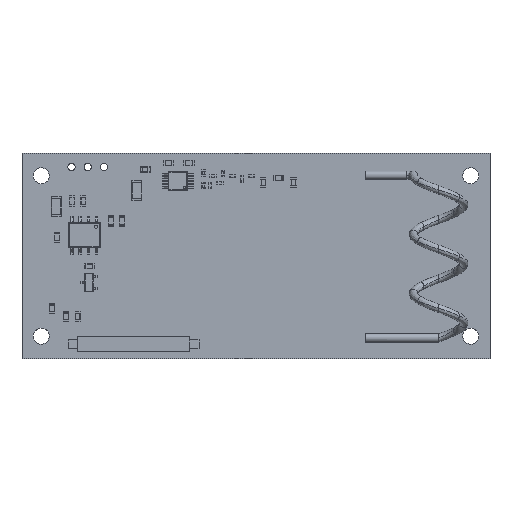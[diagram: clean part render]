
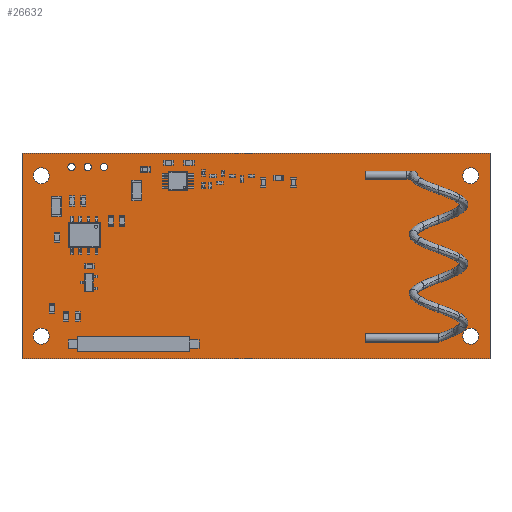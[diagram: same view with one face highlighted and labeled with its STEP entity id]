
A CAD part, top view. The second image highlights one B-rep face of the part: STEP entity #26632.
In plain terms, the highlighted planar face has unit normal (0, 0, 1).
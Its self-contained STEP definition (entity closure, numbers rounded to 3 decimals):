
#26443 = VERTEX_POINT('',#26444);
#26444 = CARTESIAN_POINT('',(249.8,-161.4,1.55));
#26450 = EDGE_CURVE('',#26443,#26451,#26453,.T.);
#26451 = VERTEX_POINT('',#26452);
#26452 = CARTESIAN_POINT('',(176.8,-161.4,1.55));
#26453 = LINE('',#26454,#26455);
#26454 = CARTESIAN_POINT('',(249.8,-161.4,1.55));
#26455 = VECTOR('',#26456,1.);
#26456 = DIRECTION('',(-1.,0.,0.));
#26483 = VERTEX_POINT('',#26484);
#26484 = CARTESIAN_POINT('',(249.8,-129.4,1.55));
#26490 = EDGE_CURVE('',#26483,#26443,#26491,.T.);
#26491 = LINE('',#26492,#26493);
#26492 = CARTESIAN_POINT('',(249.8,-129.4,1.55));
#26493 = VECTOR('',#26494,1.);
#26494 = DIRECTION('',(0.,-1.,0.));
#26512 = EDGE_CURVE('',#26451,#26513,#26515,.T.);
#26513 = VERTEX_POINT('',#26514);
#26514 = CARTESIAN_POINT('',(176.8,-129.4,1.55));
#26515 = LINE('',#26516,#26517);
#26516 = CARTESIAN_POINT('',(176.8,-161.4,1.55));
#26517 = VECTOR('',#26518,1.);
#26518 = DIRECTION('',(0.,1.,0.));
#26632 = ADVANCED_FACE('',(#26633,#26644,#26655,#26666,#26677,#26688,
    #26699,#26710),#26721,.T.);
#26633 = FACE_BOUND('',#26634,.T.);
#26634 = EDGE_LOOP('',(#26635,#26636,#26637,#26643));
#26635 = ORIENTED_EDGE('',*,*,#26450,.F.);
#26636 = ORIENTED_EDGE('',*,*,#26490,.F.);
#26637 = ORIENTED_EDGE('',*,*,#26638,.F.);
#26638 = EDGE_CURVE('',#26513,#26483,#26639,.T.);
#26639 = LINE('',#26640,#26641);
#26640 = CARTESIAN_POINT('',(176.8,-129.4,1.55));
#26641 = VECTOR('',#26642,1.);
#26642 = DIRECTION('',(1.,0.,0.));
#26643 = ORIENTED_EDGE('',*,*,#26512,.F.);
#26644 = FACE_BOUND('',#26645,.T.);
#26645 = EDGE_LOOP('',(#26646));
#26646 = ORIENTED_EDGE('',*,*,#26647,.T.);
#26647 = EDGE_CURVE('',#26648,#26648,#26650,.T.);
#26648 = VERTEX_POINT('',#26649);
#26649 = CARTESIAN_POINT('',(179.8,-159.15,1.55));
#26650 = CIRCLE('',#26651,1.25);
#26651 = AXIS2_PLACEMENT_3D('',#26652,#26653,#26654);
#26652 = CARTESIAN_POINT('',(179.8,-157.9,1.55));
#26653 = DIRECTION('',(-0.,0.,-1.));
#26654 = DIRECTION('',(-0.,-1.,0.));
#26655 = FACE_BOUND('',#26656,.T.);
#26656 = EDGE_LOOP('',(#26657));
#26657 = ORIENTED_EDGE('',*,*,#26658,.T.);
#26658 = EDGE_CURVE('',#26659,#26659,#26661,.T.);
#26659 = VERTEX_POINT('',#26660);
#26660 = CARTESIAN_POINT('',(246.8,-159.15,1.55));
#26661 = CIRCLE('',#26662,1.25);
#26662 = AXIS2_PLACEMENT_3D('',#26663,#26664,#26665);
#26663 = CARTESIAN_POINT('',(246.8,-157.9,1.55));
#26664 = DIRECTION('',(-0.,0.,-1.));
#26665 = DIRECTION('',(-0.,-1.,0.));
#26666 = FACE_BOUND('',#26667,.T.);
#26667 = EDGE_LOOP('',(#26668));
#26668 = ORIENTED_EDGE('',*,*,#26669,.T.);
#26669 = EDGE_CURVE('',#26670,#26670,#26672,.T.);
#26670 = VERTEX_POINT('',#26671);
#26671 = CARTESIAN_POINT('',(179.8,-134.15,1.55));
#26672 = CIRCLE('',#26673,1.25);
#26673 = AXIS2_PLACEMENT_3D('',#26674,#26675,#26676);
#26674 = CARTESIAN_POINT('',(179.8,-132.9,1.55));
#26675 = DIRECTION('',(-0.,0.,-1.));
#26676 = DIRECTION('',(-0.,-1.,0.));
#26677 = FACE_BOUND('',#26678,.T.);
#26678 = EDGE_LOOP('',(#26679));
#26679 = ORIENTED_EDGE('',*,*,#26680,.T.);
#26680 = EDGE_CURVE('',#26681,#26681,#26683,.T.);
#26681 = VERTEX_POINT('',#26682);
#26682 = CARTESIAN_POINT('',(184.52,-132.075,1.55));
#26683 = CIRCLE('',#26684,0.575);
#26684 = AXIS2_PLACEMENT_3D('',#26685,#26686,#26687);
#26685 = CARTESIAN_POINT('',(184.52,-131.5,1.55));
#26686 = DIRECTION('',(-0.,0.,-1.));
#26687 = DIRECTION('',(0.,-1.,-0.));
#26688 = FACE_BOUND('',#26689,.T.);
#26689 = EDGE_LOOP('',(#26690));
#26690 = ORIENTED_EDGE('',*,*,#26691,.T.);
#26691 = EDGE_CURVE('',#26692,#26692,#26694,.T.);
#26692 = VERTEX_POINT('',#26693);
#26693 = CARTESIAN_POINT('',(187.06,-132.075,1.55));
#26694 = CIRCLE('',#26695,0.575);
#26695 = AXIS2_PLACEMENT_3D('',#26696,#26697,#26698);
#26696 = CARTESIAN_POINT('',(187.06,-131.5,1.55));
#26697 = DIRECTION('',(-0.,0.,-1.));
#26698 = DIRECTION('',(-0.,-1.,0.));
#26699 = FACE_BOUND('',#26700,.T.);
#26700 = EDGE_LOOP('',(#26701));
#26701 = ORIENTED_EDGE('',*,*,#26702,.T.);
#26702 = EDGE_CURVE('',#26703,#26703,#26705,.T.);
#26703 = VERTEX_POINT('',#26704);
#26704 = CARTESIAN_POINT('',(189.6,-132.075,1.55));
#26705 = CIRCLE('',#26706,0.575);
#26706 = AXIS2_PLACEMENT_3D('',#26707,#26708,#26709);
#26707 = CARTESIAN_POINT('',(189.6,-131.5,1.55));
#26708 = DIRECTION('',(-0.,0.,-1.));
#26709 = DIRECTION('',(0.,-1.,0.));
#26710 = FACE_BOUND('',#26711,.T.);
#26711 = EDGE_LOOP('',(#26712));
#26712 = ORIENTED_EDGE('',*,*,#26713,.T.);
#26713 = EDGE_CURVE('',#26714,#26714,#26716,.T.);
#26714 = VERTEX_POINT('',#26715);
#26715 = CARTESIAN_POINT('',(246.8,-134.15,1.55));
#26716 = CIRCLE('',#26717,1.25);
#26717 = AXIS2_PLACEMENT_3D('',#26718,#26719,#26720);
#26718 = CARTESIAN_POINT('',(246.8,-132.9,1.55));
#26719 = DIRECTION('',(-0.,0.,-1.));
#26720 = DIRECTION('',(-0.,-1.,0.));
#26721 = PLANE('',#26722);
#26722 = AXIS2_PLACEMENT_3D('',#26723,#26724,#26725);
#26723 = CARTESIAN_POINT('',(0.,0.,1.55));
#26724 = DIRECTION('',(0.,0.,1.));
#26725 = DIRECTION('',(1.,0.,-0.));
